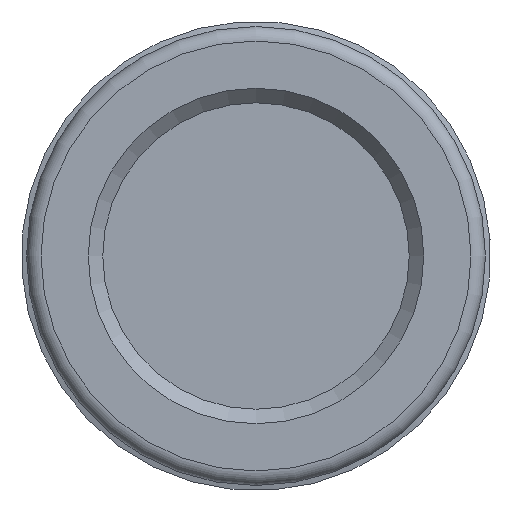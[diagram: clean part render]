
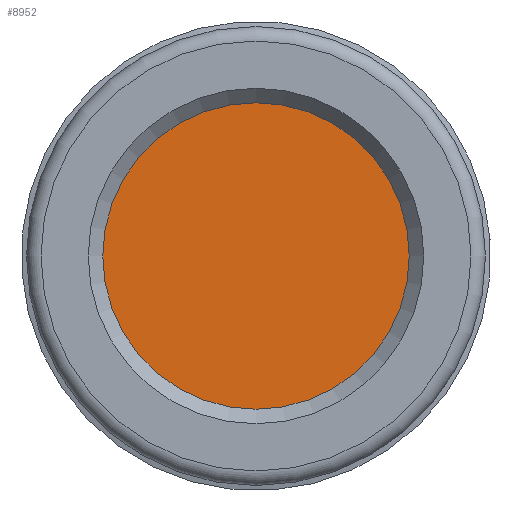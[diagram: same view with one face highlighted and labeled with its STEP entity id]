
A CAD part, left-side view. The second image highlights one B-rep face of the part: STEP entity #8952.
In plain terms, the highlighted planar face has unit normal (-1, 0, 0).
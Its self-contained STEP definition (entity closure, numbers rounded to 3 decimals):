
#1023=PLANE('',#9457);
#1529=FACE_OUTER_BOUND('',#2046,.T.);
#2046=EDGE_LOOP('',(#7958,#7959));
#3122=CIRCLE('',#9136,5.275);
#3125=CIRCLE('',#9139,5.275);
#3607=VERTEX_POINT('',#18788);
#3608=VERTEX_POINT('',#18789);
#4505=EDGE_CURVE('',#3607,#3608,#3122,.T.);
#4509=EDGE_CURVE('',#3608,#3607,#3125,.T.);
#7958=ORIENTED_EDGE('',*,*,#4505,.F.);
#7959=ORIENTED_EDGE('',*,*,#4509,.F.);
#8952=ADVANCED_FACE('',(#1529),#1023,.T.);
#9136=AXIS2_PLACEMENT_3D('',#18790,#9869,#9870);
#9139=AXIS2_PLACEMENT_3D('',#18796,#9876,#9877);
#9457=AXIS2_PLACEMENT_3D('',#64787,#10898,#10899);
#9869=DIRECTION('center_axis',(1.,0.,0.));
#9870=DIRECTION('ref_axis',(0.,1.,0.));
#9876=DIRECTION('center_axis',(1.,0.,0.));
#9877=DIRECTION('ref_axis',(0.,1.,0.));
#10898=DIRECTION('center_axis',(-1.,0.,0.));
#10899=DIRECTION('ref_axis',(0.,0.,1.));
#18788=CARTESIAN_POINT('',(10.,5.275,0.));
#18789=CARTESIAN_POINT('',(10.,-5.275,0.));
#18790=CARTESIAN_POINT('Origin',(10.,0.,0.));
#18796=CARTESIAN_POINT('Origin',(10.,0.,0.));
#64787=CARTESIAN_POINT('Origin',(10.,5.344,0.));
